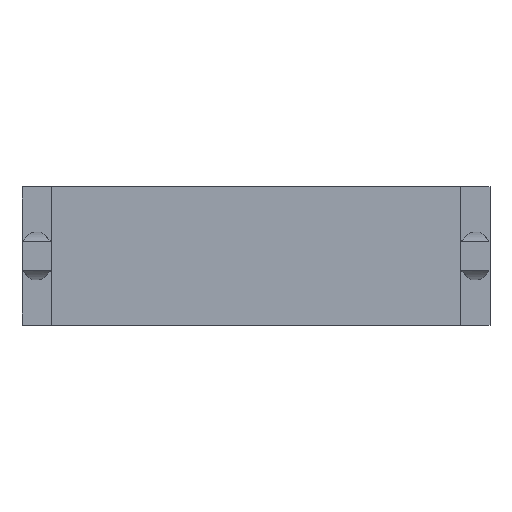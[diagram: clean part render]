
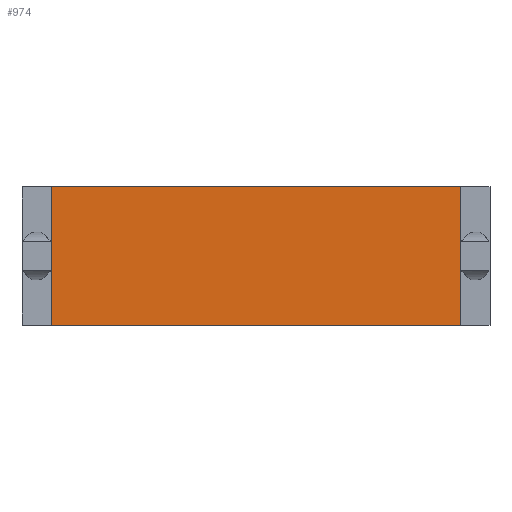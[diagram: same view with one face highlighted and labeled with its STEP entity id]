
A CAD part, front view. The second image highlights one B-rep face of the part: STEP entity #974.
In plain terms, the highlighted planar face has unit normal (0, -1, 0).
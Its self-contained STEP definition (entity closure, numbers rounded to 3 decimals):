
#9=DIRECTION('',(1.,0.,0.));
#10=VECTOR('',#9,14.23);
#11=CARTESIAN_POINT('',(-7.115,22.77,-2.4));
#12=LINE('',#11,#10);
#165=DIRECTION('',(0.,0.,1.));
#166=VECTOR('',#165,4.8);
#167=CARTESIAN_POINT('',(7.115,22.77,-2.4));
#168=LINE('',#167,#166);
#289=DIRECTION('',(1.,0.,0.));
#290=VECTOR('',#289,14.23);
#291=CARTESIAN_POINT('',(-7.115,22.77,2.4));
#292=LINE('',#291,#290);
#381=DIRECTION('',(0.,0.,1.));
#382=VECTOR('',#381,4.8);
#383=CARTESIAN_POINT('',(-7.115,22.77,-2.4));
#384=LINE('',#383,#382);
#417=CARTESIAN_POINT('',(-7.115,22.77,-2.4));
#418=CARTESIAN_POINT('',(7.115,22.77,-2.4));
#419=VERTEX_POINT('',#417);
#420=VERTEX_POINT('',#418);
#425=CARTESIAN_POINT('',(-7.115,22.77,2.4));
#426=CARTESIAN_POINT('',(7.115,22.77,2.4));
#427=VERTEX_POINT('',#425);
#428=VERTEX_POINT('',#426);
#963=CARTESIAN_POINT('',(-7.115,22.77,-2.4));
#964=DIRECTION('',(0.,-1.,0.));
#965=DIRECTION('',(1.,0.,0.));
#966=AXIS2_PLACEMENT_3D('',#963,#964,#965);
#967=PLANE('',#966);
#968=ORIENTED_EDGE('',*,*,#522,.F.);
#969=ORIENTED_EDGE('',*,*,#928,.T.);
#970=ORIENTED_EDGE('',*,*,#828,.T.);
#971=ORIENTED_EDGE('',*,*,#690,.F.);
#972=EDGE_LOOP('',(#968,#969,#970,#971));
#973=FACE_OUTER_BOUND('',#972,.F.);
#522=EDGE_CURVE('',#419,#420,#12,.T.);
#690=EDGE_CURVE('',#420,#428,#168,.T.);
#828=EDGE_CURVE('',#427,#428,#292,.T.);
#928=EDGE_CURVE('',#419,#427,#384,.T.);
#974=ADVANCED_FACE('',(#973),#967,.T.);
